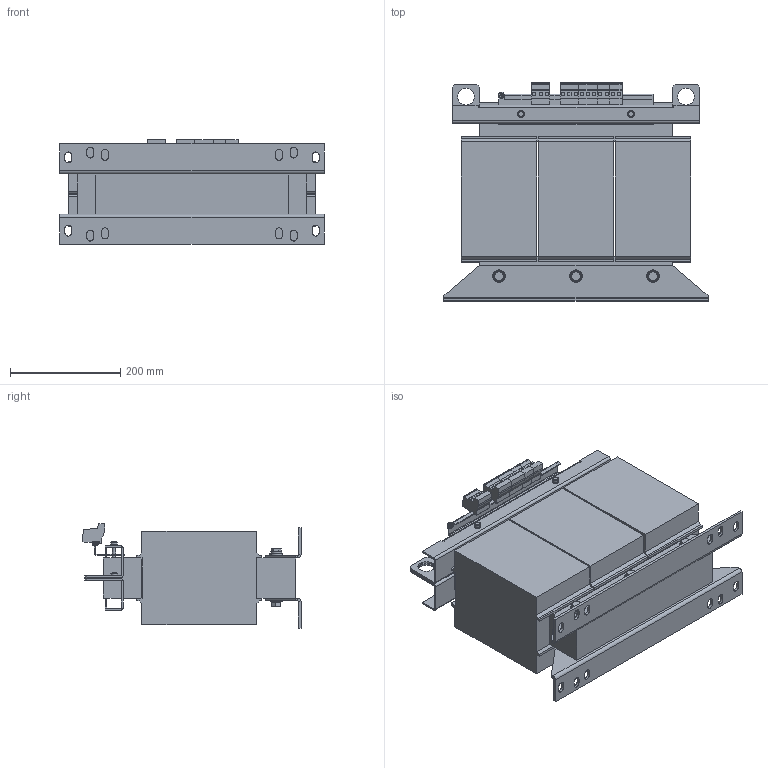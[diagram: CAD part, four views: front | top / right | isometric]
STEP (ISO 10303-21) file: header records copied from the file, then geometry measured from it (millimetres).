
FILE_DESCRIPTION (( 'STEP AP214' ), '1' );
FILE_NAME ('200009.STEP', '2020-05-28T18:43:08', ( '' ), ( '' ), 'SwSTEP 2.0', 'SolidWorks 2018', '' );
FILE_SCHEMA (( 'AUTOMOTIVE_DESIGN' ));
Length unit declared in the file: millimetre
Products named in the file (1): 200009
Bounding box: 480 x 396.45 x 190.55 mm (x, y, z)
Volume: 19207229.6 mm3; surface area: 1070621.2 mm2
Topology: 1 solids, 1 shells, 963 faces, 2363 edges, 1470 vertices
Faces by surface type: plane 667, cylinder 180, cone 58, torus 32, bspline 18, sphere 8
Entity records: 29006 total; most frequent: CARTESIAN_POINT 6209, ORIENTED_EDGE 4722, DIRECTION 4608, EDGE_CURVE 2361, VECTOR 1670, LINE 1670, VERTEX_POINT 1470, AXIS2_PLACEMENT_3D 1469
